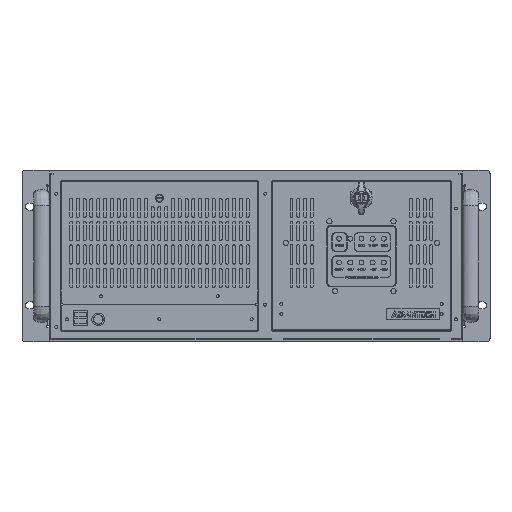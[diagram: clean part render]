
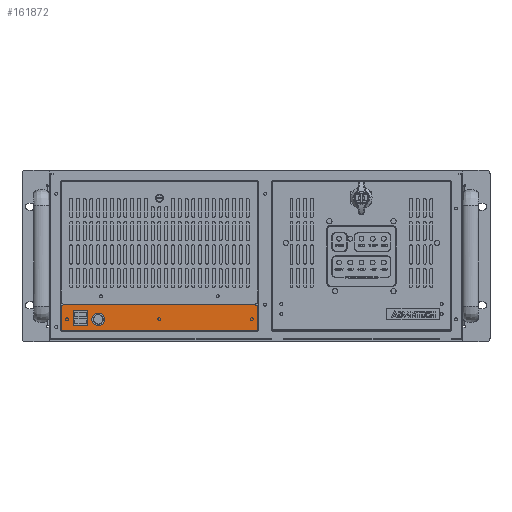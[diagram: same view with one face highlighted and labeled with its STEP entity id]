
A CAD part, top view. The second image highlights one B-rep face of the part: STEP entity #161872.
In plain terms, the highlighted planar face has unit normal (0, 0, 1).
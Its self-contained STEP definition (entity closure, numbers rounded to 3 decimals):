
#4304 = AXIS2_PLACEMENT_3D ( 'NONE', #116880, #78241, #99766 ) ;
#5779 = EDGE_CURVE ( 'NONE', #171866, #193012, #128890, .T. ) ;
#5900 = ORIENTED_EDGE ( 'NONE', *, *, #141748, .F. ) ;
#7139 = ORIENTED_EDGE ( 'NONE', *, *, #162150, .T. ) ;
#8513 = VECTOR ( 'NONE', #126957, 1000. ) ;
#8687 = EDGE_CURVE ( 'NONE', #122338, #66324, #151773, .T. ) ;
#14625 = VECTOR ( 'NONE', #179415, 1000. ) ;
#15907 = LINE ( 'NONE', #171530, #208193 ) ;
#17607 = FACE_BOUND ( 'NONE', #26412, .T. ) ;
#18756 = VERTEX_POINT ( 'NONE', #86814 ) ;
#20017 = EDGE_CURVE ( 'NONE', #122338, #136030, #23493, .T. ) ;
#23493 = CIRCLE ( 'NONE', #179474, 2. ) ;
#26412 = EDGE_LOOP ( 'NONE', ( #58690, #7139, #69257, #102361 ) ) ;
#30778 = AXIS2_PLACEMENT_3D ( 'NONE', #54445, #139705, #86324 ) ;
#31175 = ORIENTED_EDGE ( 'NONE', *, *, #117229, .T. ) ;
#38491 = CARTESIAN_POINT ( 'NONE',  ( -198.6, 32.7, 479.4 ) ) ;
#43856 = LINE ( 'NONE', #197249, #8513 ) ;
#44501 = EDGE_CURVE ( 'NONE', #98792, #113715, #43856, .T. ) ;
#44904 = EDGE_CURVE ( 'NONE', #113715, #180427, #15907, .T. ) ;
#46140 = CARTESIAN_POINT ( 'NONE',  ( -99.5, 34.7, 479.4 ) ) ;
#46849 = LINE ( 'NONE', #222851, #51451 ) ;
#50582 = FACE_BOUND ( 'NONE', #143362, .T. ) ;
#51451 = VECTOR ( 'NONE', #67264, 1000. ) ;
#54073 = EDGE_LOOP ( 'NONE', ( #66059, #31175, #153957, #113747, #67213, #196768, #59824, #162987 ) ) ;
#54212 = CARTESIAN_POINT ( 'NONE',  ( -200.6, 32.7, 479.4 ) ) ;
#54445 = CARTESIAN_POINT ( 'NONE',  ( -162.55, 19.9, 479.4 ) ) ;
#57725 = CARTESIAN_POINT ( 'NONE',  ( -173.4, 13.4, 479.4 ) ) ;
#58690 = ORIENTED_EDGE ( 'NONE', *, *, #44904, .T. ) ;
#59824 = ORIENTED_EDGE ( 'NONE', *, *, #87845, .F. ) ;
#59923 = VECTOR ( 'NONE', #73705, 1000. ) ;
#59982 = DIRECTION ( 'NONE',  ( 1., 0., 0. ) ) ;
#64043 = DIRECTION ( 'NONE',  ( -1., 0., 0. ) ) ;
#64136 = CARTESIAN_POINT ( 'NONE',  ( -0.4, 34.7, 479.4 ) ) ;
#66059 = ORIENTED_EDGE ( 'NONE', *, *, #212624, .F. ) ;
#66324 = VERTEX_POINT ( 'NONE', #64136 ) ;
#67213 = ORIENTED_EDGE ( 'NONE', *, *, #130232, .F. ) ;
#67264 = DIRECTION ( 'NONE',  ( -1., 0., 0. ) ) ;
#67472 = DIRECTION ( 'NONE',  ( 1., 0., 0. ) ) ;
#68608 = CARTESIAN_POINT ( 'NONE',  ( -188.1, 13.4, 479.4 ) ) ;
#69257 = ORIENTED_EDGE ( 'NONE', *, *, #154527, .T. ) ;
#72304 = VECTOR ( 'NONE', #120109, 1000. ) ;
#73446 = VERTEX_POINT ( 'NONE', #102352 ) ;
#73705 = DIRECTION ( 'NONE',  ( 0., -1., 0. ) ) ;
#75238 = AXIS2_PLACEMENT_3D ( 'NONE', #221968, #223073, #67472 ) ;
#75607 = EDGE_CURVE ( 'NONE', #109312, #179067, #102376, .T. ) ;
#78241 = DIRECTION ( 'NONE',  ( 0., 0., 1. ) ) ;
#81084 = LINE ( 'NONE', #219653, #124591 ) ;
#86324 = DIRECTION ( 'NONE',  ( 1., 0., 0. ) ) ;
#86814 = CARTESIAN_POINT ( 'NONE',  ( 1.6, 32.7, 479.4 ) ) ;
#86956 = FACE_OUTER_BOUND ( 'NONE', #54073, .T. ) ;
#87845 = EDGE_CURVE ( 'NONE', #73446, #179067, #46849, .T. ) ;
#93003 = CARTESIAN_POINT ( 'NONE',  ( -162.55, 19.9, 479.4 ) ) ;
#95177 = CARTESIAN_POINT ( 'NONE',  ( -200.6, 10., 479.4 ) ) ;
#97879 = CARTESIAN_POINT ( 'NONE',  ( -200.6, 8., 479.4 ) ) ;
#98792 = VERTEX_POINT ( 'NONE', #68608 ) ;
#99766 = DIRECTION ( 'NONE',  ( 1., 0., 0. ) ) ;
#101255 = CARTESIAN_POINT ( 'NONE',  ( -169.05, 19.9, 479.4 ) ) ;
#102352 = CARTESIAN_POINT ( 'NONE',  ( -0.4, 8., 479.4 ) ) ;
#102361 = ORIENTED_EDGE ( 'NONE', *, *, #44501, .T. ) ;
#102376 = CIRCLE ( 'NONE', #4304, 2. ) ;
#106707 = DIRECTION ( 'NONE',  ( 1., 0., 0. ) ) ;
#107892 = CIRCLE ( 'NONE', #75238, 2. ) ;
#109312 = VERTEX_POINT ( 'NONE', #95177 ) ;
#112747 = EDGE_CURVE ( 'NONE', #73446, #206233, #107892, .T. ) ;
#113715 = VERTEX_POINT ( 'NONE', #208335 ) ;
#113747 = ORIENTED_EDGE ( 'NONE', *, *, #20017, .T. ) ;
#113961 = CARTESIAN_POINT ( 'NONE',  ( -198.6, 34.7, 479.4 ) ) ;
#116656 = DIRECTION ( 'NONE',  ( 1., 0., 0. ) ) ;
#116880 = CARTESIAN_POINT ( 'NONE',  ( -198.6, 10., 479.4 ) ) ;
#117229 = EDGE_CURVE ( 'NONE', #18756, #66324, #156452, .T. ) ;
#118977 = LINE ( 'NONE', #121234, #72304 ) ;
#119794 = CARTESIAN_POINT ( 'NONE',  ( -173.4, 29.4, 479.4 ) ) ;
#120109 = DIRECTION ( 'NONE',  ( 0., 1., 0. ) ) ;
#120237 = AXIS2_PLACEMENT_3D ( 'NONE', #144111, #147511, #165600 ) ;
#121234 = CARTESIAN_POINT ( 'NONE',  ( -200.6, 21.35, 479.4 ) ) ;
#122338 = VERTEX_POINT ( 'NONE', #113961 ) ;
#124591 = VECTOR ( 'NONE', #64043, 1000. ) ;
#126089 = CARTESIAN_POINT ( 'NONE',  ( 1.6, 21.35, 479.4 ) ) ;
#126957 = DIRECTION ( 'NONE',  ( 0., 1., 0. ) ) ;
#127087 = CARTESIAN_POINT ( 'NONE',  ( -156.05, 19.9, 479.4 ) ) ;
#128890 = CIRCLE ( 'NONE', #30778, 6.5 ) ;
#129377 = DIRECTION ( 'NONE',  ( 0., 0., 1. ) ) ;
#130232 = EDGE_CURVE ( 'NONE', #109312, #136030, #118977, .T. ) ;
#131743 = CARTESIAN_POINT ( 'NONE',  ( -173.4, 21.4, 479.4 ) ) ;
#133111 = DIRECTION ( 'NONE',  ( 1., 0., 0. ) ) ;
#136030 = VERTEX_POINT ( 'NONE', #54212 ) ;
#139705 = DIRECTION ( 'NONE',  ( 0., 0., 1. ) ) ;
#139784 = LINE ( 'NONE', #131743, #14625 ) ;
#141748 = EDGE_CURVE ( 'NONE', #193012, #171866, #173711, .T. ) ;
#143142 = CARTESIAN_POINT ( 'NONE',  ( 1.6, 10., 479.4 ) ) ;
#143362 = EDGE_LOOP ( 'NONE', ( #166653, #5900 ) ) ;
#144111 = CARTESIAN_POINT ( 'NONE',  ( -0.4, 32.7, 479.4 ) ) ;
#147408 = VECTOR ( 'NONE', #116656, 1000. ) ;
#147511 = DIRECTION ( 'NONE',  ( 0., 0., 1. ) ) ;
#151773 = LINE ( 'NONE', #46140, #147408 ) ;
#153406 = DIRECTION ( 'NONE',  ( 1., 0., 0. ) ) ;
#153957 = ORIENTED_EDGE ( 'NONE', *, *, #8687, .F. ) ;
#154527 = EDGE_CURVE ( 'NONE', #203145, #98792, #81084, .T. ) ;
#156225 = PLANE ( 'NONE',  #188344 ) ;
#156452 = CIRCLE ( 'NONE', #120237, 2. ) ;
#157799 = DIRECTION ( 'NONE',  ( 0., 0., 1. ) ) ;
#159103 = AXIS2_PLACEMENT_3D ( 'NONE', #93003, #129377, #59982 ) ;
#161872 = ADVANCED_FACE ( 'NONE', ( #50582, #17607, #86956 ), #156225, .T. ) ;
#162150 = EDGE_CURVE ( 'NONE', #180427, #203145, #139784, .T. ) ;
#162987 = ORIENTED_EDGE ( 'NONE', *, *, #112747, .T. ) ;
#165470 = CARTESIAN_POINT ( 'NONE',  ( -198.6, 8., 479.4 ) ) ;
#165600 = DIRECTION ( 'NONE',  ( 1., 0., 0. ) ) ;
#166653 = ORIENTED_EDGE ( 'NONE', *, *, #5779, .F. ) ;
#171530 = CARTESIAN_POINT ( 'NONE',  ( -180.75, 29.4, 479.4 ) ) ;
#171866 = VERTEX_POINT ( 'NONE', #127087 ) ;
#173711 = CIRCLE ( 'NONE', #159103, 6.5 ) ;
#179067 = VERTEX_POINT ( 'NONE', #165470 ) ;
#179415 = DIRECTION ( 'NONE',  ( 0., -1., 0. ) ) ;
#179474 = AXIS2_PLACEMENT_3D ( 'NONE', #38491, #157799, #106707 ) ;
#180427 = VERTEX_POINT ( 'NONE', #119794 ) ;
#188344 = AXIS2_PLACEMENT_3D ( 'NONE', #97879, #201240, #133111 ) ;
#193012 = VERTEX_POINT ( 'NONE', #101255 ) ;
#196768 = ORIENTED_EDGE ( 'NONE', *, *, #75607, .T. ) ;
#197249 = CARTESIAN_POINT ( 'NONE',  ( -188.1, 21.4, 479.4 ) ) ;
#197515 = LINE ( 'NONE', #126089, #59923 ) ;
#201240 = DIRECTION ( 'NONE',  ( 0., 0., 1. ) ) ;
#203145 = VERTEX_POINT ( 'NONE', #57725 ) ;
#206233 = VERTEX_POINT ( 'NONE', #143142 ) ;
#208193 = VECTOR ( 'NONE', #153406, 1000. ) ;
#208335 = CARTESIAN_POINT ( 'NONE',  ( -188.1, 29.4, 479.4 ) ) ;
#212624 = EDGE_CURVE ( 'NONE', #18756, #206233, #197515, .T. ) ;
#219653 = CARTESIAN_POINT ( 'NONE',  ( -180.75, 13.4, 479.4 ) ) ;
#221968 = CARTESIAN_POINT ( 'NONE',  ( -0.4, 10., 479.4 ) ) ;
#222851 = CARTESIAN_POINT ( 'NONE',  ( -99.5, 8., 479.4 ) ) ;
#223073 = DIRECTION ( 'NONE',  ( 0., 0., 1. ) ) ;
